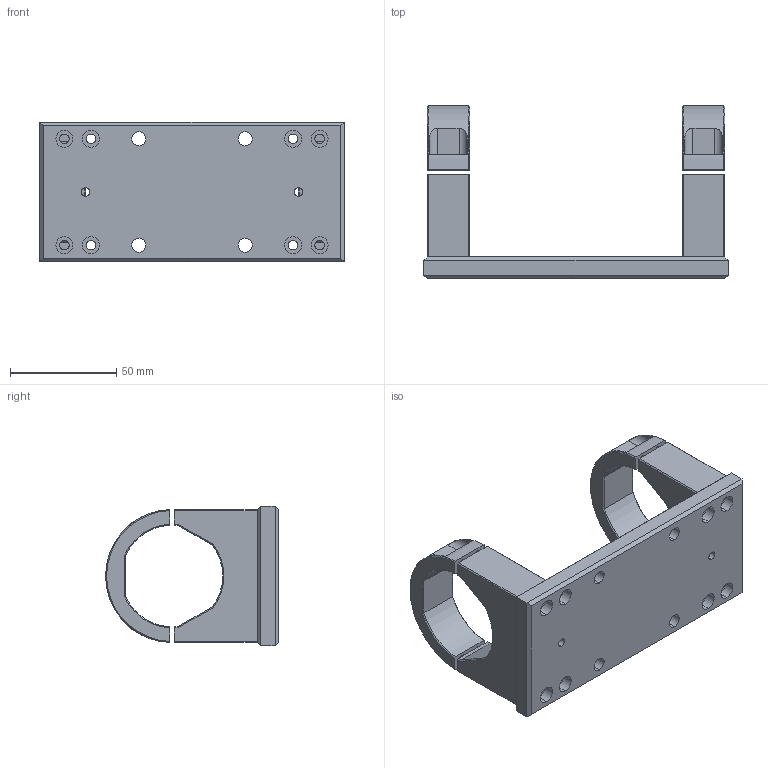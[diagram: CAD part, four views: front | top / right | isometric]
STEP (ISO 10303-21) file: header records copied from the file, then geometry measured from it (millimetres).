
FILE_DESCRIPTION (( 'STEP AP214' ), '1' );
FILE_NAME ('CMHO16M009.STEP', '2013-05-31T12:36:01', ( 'Work' ), ( '' ), 'SwSTEP 2.0', 'SolidWorks 2013', '' );
FILE_SCHEMA (( 'AUTOMOTIVE_DESIGN' ));
Length unit declared in the file: millimetre
Products named in the file (1): CMHO16M009
Bounding box: 143 x 81.26 x 65.54 mm (x, y, z)
Surface area: 47905.9 mm2 (no closed solid volume)
Topology: 0 solids, 5 shells, 192 faces, 524 edges, 352 vertices
Faces by surface type: plane 84, cylinder 80, cone 28
Entity records: 8541 total; most frequent: CARTESIAN_POINT 1351, DIRECTION 1088, ORIENTED_EDGE 984, EDGE_CURVE 524, AXIS2_PLACEMENT_3D 425, VERTEX_POINT 352, EDGE_LOOP 264, VECTOR 238
